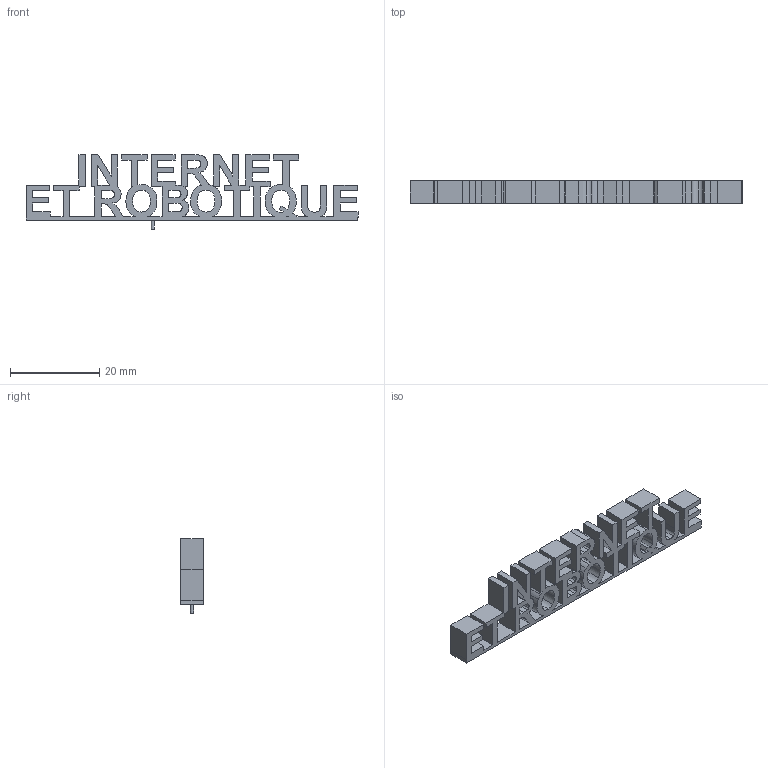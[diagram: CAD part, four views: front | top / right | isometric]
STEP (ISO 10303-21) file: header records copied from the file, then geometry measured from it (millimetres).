
FILE_DESCRIPTION(/* description */ (''),/* implementation_level */ '2;1');
FILE_NAME(/* name */ 'Banniere_IR_V0 v6.step',/* time_stamp */ '2020-09-12T16:53:16-04:00',/* author */ (''),/* organization */ (''),/* preprocessor_version */ 'ST-DEVELOPER v18.1',/* originating_system */ 'Autodesk Translation Framework v9.3.0.1241',/* authorisation */ '');
FILE_SCHEMA (('AUTOMOTIVE_DESIGN { 1 0 10303 214 3 1 1 }'));
Length unit declared in the file: millimetre
Products named in the file (1): Banniere_IR_V0
Bounding box: 74.22 x 5 x 16.7 mm (x, y, z)
Volume: 2363.9 mm3; surface area: 4425.9 mm2
Topology: 1 solids, 1 shells, 286 faces, 849 edges, 566 vertices
Faces by surface type: plane 156, bspline 129, cylinder 1
Full cylindrical faces by diameter (mm): 0.75 x1
Entity records: 10806 total; most frequent: CARTESIAN_POINT 3990, ORIENTED_EDGE 1698, DIRECTION 886, EDGE_CURVE 849, LINE 566, VECTOR 566, VERTEX_POINT 566, EDGE_LOOP 313
